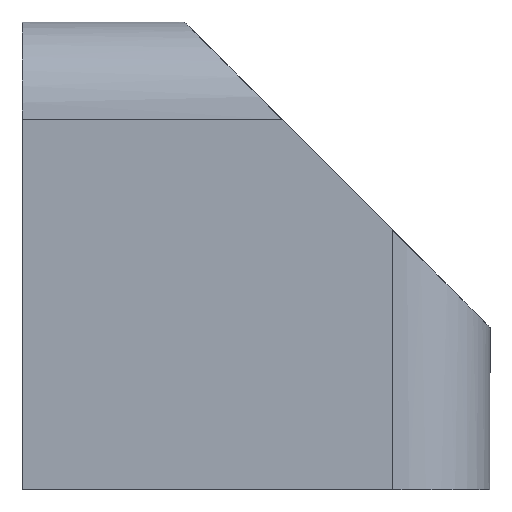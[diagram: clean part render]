
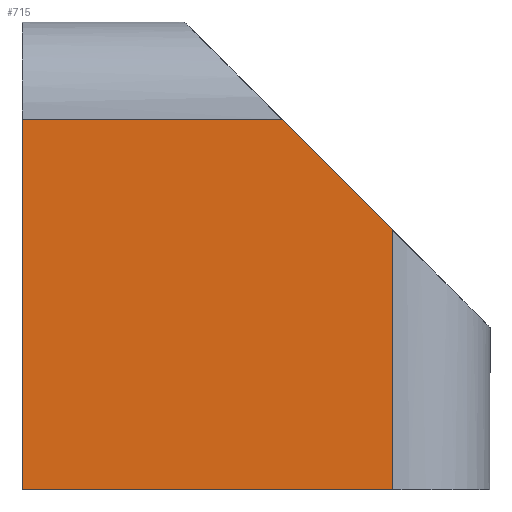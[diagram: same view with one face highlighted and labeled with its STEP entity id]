
A CAD part, left-side view. The second image highlights one B-rep face of the part: STEP entity #715.
In plain terms, the highlighted planar face has unit normal (-1, 0, 0).
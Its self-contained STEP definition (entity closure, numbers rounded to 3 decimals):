
#50=PLANE('',#777);
#85=FACE_OUTER_BOUND('',#125,.T.);
#125=EDGE_LOOP('',(#659,#660,#661,#662,#663));
#134=LINE('',#980,#219);
#142=LINE('',#997,#227);
#146=LINE('',#1015,#231);
#174=LINE('',#1071,#259);
#216=LINE('',#1168,#301);
#219=VECTOR('',#792,10.);
#227=VECTOR('',#804,10.);
#231=VECTOR('',#820,10.);
#259=VECTOR('',#856,10.);
#301=VECTOR('',#962,10.);
#313=VERTEX_POINT('',#973);
#316=VERTEX_POINT('',#978);
#323=VERTEX_POINT('',#996);
#328=VERTEX_POINT('',#1008);
#331=VERTEX_POINT('',#1013);
#382=EDGE_CURVE('',#316,#313,#134,.T.);
#390=EDGE_CURVE('',#313,#323,#142,.T.);
#399=EDGE_CURVE('',#331,#328,#146,.T.);
#429=EDGE_CURVE('',#328,#316,#174,.T.);
#476=EDGE_CURVE('',#323,#331,#216,.T.);
#659=ORIENTED_EDGE('',*,*,#382,.F.);
#660=ORIENTED_EDGE('',*,*,#429,.F.);
#661=ORIENTED_EDGE('',*,*,#399,.F.);
#662=ORIENTED_EDGE('',*,*,#476,.F.);
#663=ORIENTED_EDGE('',*,*,#390,.F.);
#715=ADVANCED_FACE('',(#85),#50,.T.);
#777=AXIS2_PLACEMENT_3D('',#1167,#960,#961);
#792=DIRECTION('',(0.,0.,-1.));
#804=DIRECTION('',(0.,1.,0.));
#820=DIRECTION('',(0.,-1.,0.));
#856=DIRECTION('',(0.,-0.707,-0.707));
#960=DIRECTION('center_axis',(-1.,0.,0.));
#961=DIRECTION('ref_axis',(0.,0.,1.));
#962=DIRECTION('',(0.,0.,1.));
#973=CARTESIAN_POINT('',(-18.3,0.684,0.));
#978=CARTESIAN_POINT('',(-18.3,0.684,8.));
#980=CARTESIAN_POINT('',(-18.3,0.684,6.1));
#996=CARTESIAN_POINT('',(-18.3,12.084,0.));
#997=CARTESIAN_POINT('',(-18.3,8.484,0.));
#1008=CARTESIAN_POINT('',(-18.3,4.084,11.4));
#1013=CARTESIAN_POINT('',(-18.3,12.084,11.4));
#1015=CARTESIAN_POINT('',(-18.3,8.484,11.4));
#1071=CARTESIAN_POINT('',(-18.3,0.034,7.35));
#1167=CARTESIAN_POINT('Origin',(-18.3,4.884,7.2));
#1168=CARTESIAN_POINT('',(-18.3,12.084,10.8));
